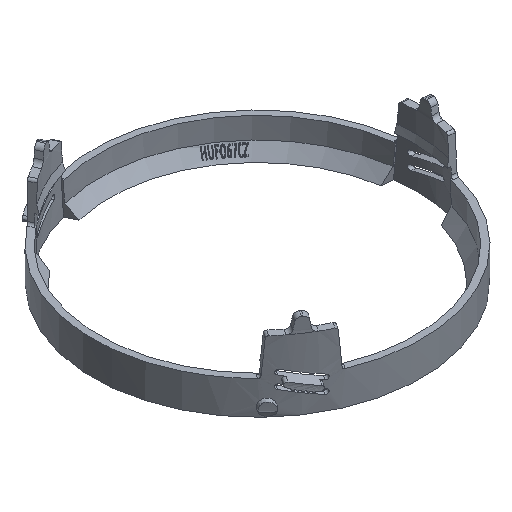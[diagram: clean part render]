
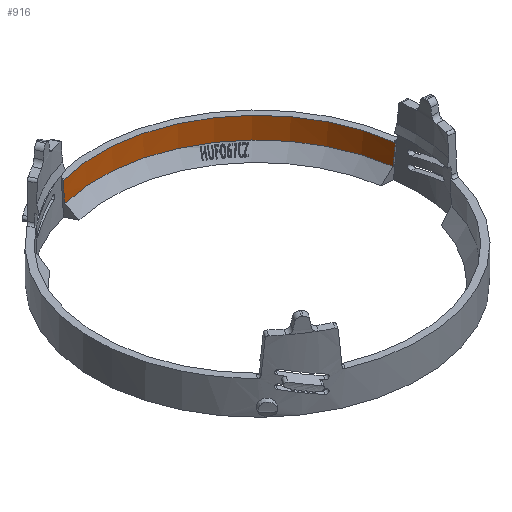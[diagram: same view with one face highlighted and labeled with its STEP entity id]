
A CAD part, isometric view. The second image highlights one B-rep face of the part: STEP entity #916.
In plain terms, the highlighted conical face has half-angle 0.5 degrees and reference radius 32.2 mm.
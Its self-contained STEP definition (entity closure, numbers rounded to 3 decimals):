
#916=ADVANCED_FACE('',(#1960),#1961,.F.);
#1960=FACE_OUTER_BOUND('',#3223,.T.);
#1961=CONICAL_SURFACE('',#3224,32.2,0.009);
#3223=EDGE_LOOP('',(#6309,#6310,#6311,#6312));
#3224=AXIS2_PLACEMENT_3D('',#6313,#6314,#6315);
#6309=ORIENTED_EDGE('',*,*,#8658,.F.);
#6310=ORIENTED_EDGE('',*,*,#7700,.T.);
#6311=ORIENTED_EDGE('',*,*,#8659,.F.);
#6312=ORIENTED_EDGE('',*,*,#8660,.F.);
#6313=CARTESIAN_POINT('',(0.0,0.0,5.06));
#6314=DIRECTION('',(-0.0,0.0,1.0));
#6315=DIRECTION('',(-0.898,-0.44,0.0));
#7700=EDGE_CURVE('',#9337,#9338,#9339,.T.);
#8658=EDGE_CURVE('',#9337,#10799,#10800,.T.);
#8659=EDGE_CURVE('',#10801,#9338,#10802,.T.);
#8660=EDGE_CURVE('',#10799,#10801,#10803,.T.);
#9337=VERTEX_POINT('',#12730);
#9338=VERTEX_POINT('',#12731);
#9339=CIRCLE('',#12732,32.2);
#10799=VERTEX_POINT('',#17319);
#10800=ELLIPSE('',#17320,380.541,33.001);
#10801=VERTEX_POINT('',#17321);
#10802=ELLIPSE('',#17322,380.541,33.001);
#10803=CIRCLE('',#17323,32.238);
#12730=CARTESIAN_POINT('',(-8.167,31.147,5.06));
#12731=CARTESIAN_POINT('',(31.921,4.229,5.06));
#12732=AXIS2_PLACEMENT_3D('',#18017,#18018,#18019);
#17319=CARTESIAN_POINT('',(-8.558,31.081,9.4));
#17320=AXIS2_PLACEMENT_3D('',#18633,#18634,#18635);
#17321=CARTESIAN_POINT('',(32.008,3.843,9.4));
#17322=AXIS2_PLACEMENT_3D('',#18636,#18637,#18638);
#17323=AXIS2_PLACEMENT_3D('',#18639,#18640,#18641);
#18017=CARTESIAN_POINT('',(0.0,0.0,5.06));
#18018=DIRECTION('',(0.0,0.0,-1.0));
#18019=DIRECTION('',(0.898,0.44,0.0));
#18633=CARTESIAN_POINT('',(-2.97,-1.456,115.794));
#18634=DIRECTION('',(0.894,0.439,0.087));
#18635=DIRECTION('',(-0.078,-0.038,0.996));
#18636=CARTESIAN_POINT('',(-0.224,-3.301,115.794));
#18637=DIRECTION('',(0.067,0.994,0.087));
#18638=DIRECTION('',(-0.006,-0.087,0.996));
#18639=CARTESIAN_POINT('',(0.0,0.0,9.4));
#18640=DIRECTION('',(-0.0,0.0,-1.0));
#18641=DIRECTION('',(-0.898,-0.44,0.0));
